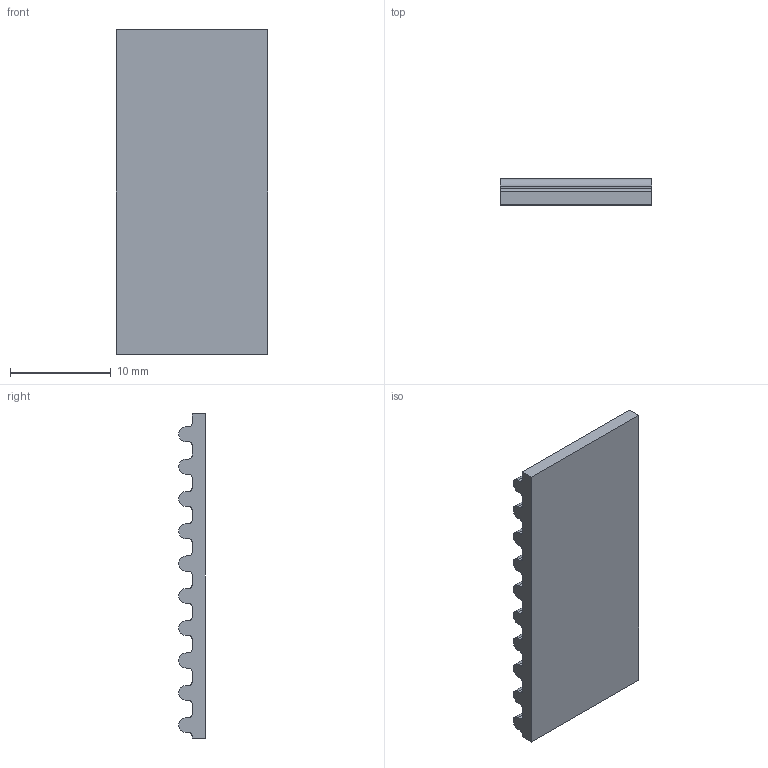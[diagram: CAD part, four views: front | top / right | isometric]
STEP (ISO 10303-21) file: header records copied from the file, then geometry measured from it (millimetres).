
FILE_DESCRIPTION (( 'STEP AP214' ), '1' );
FILE_NAME ('B633 Ðåìåíü HTD3M, øèðèíîé 15 ìì.STEP', '2025-08-04T10:28:56', ( '' ), ( '' ), 'SwSTEP 2.0', 'SolidWorks 2025', '' );
FILE_SCHEMA (( 'AUTOMOTIVE_DESIGN' ));
Length unit declared in the file: millimetre
Products named in the file (1): B633 Ремень HTD3M, шириной 15 мм
Bounding box: 15 x 2.6 x 32.11 mm (x, y, z)
Volume: 888.3 mm3; surface area: 1375.7 mm2
Topology: 1 solids, 1 shells, 66 faces, 192 edges, 128 vertices
Faces by surface type: plane 36, cylinder 30
Entity records: 2219 total; most frequent: CARTESIAN_POINT 387, DIRECTION 386, ORIENTED_EDGE 384, EDGE_CURVE 192, LINE 132, VECTOR 132, VERTEX_POINT 128, AXIS2_PLACEMENT_3D 127
